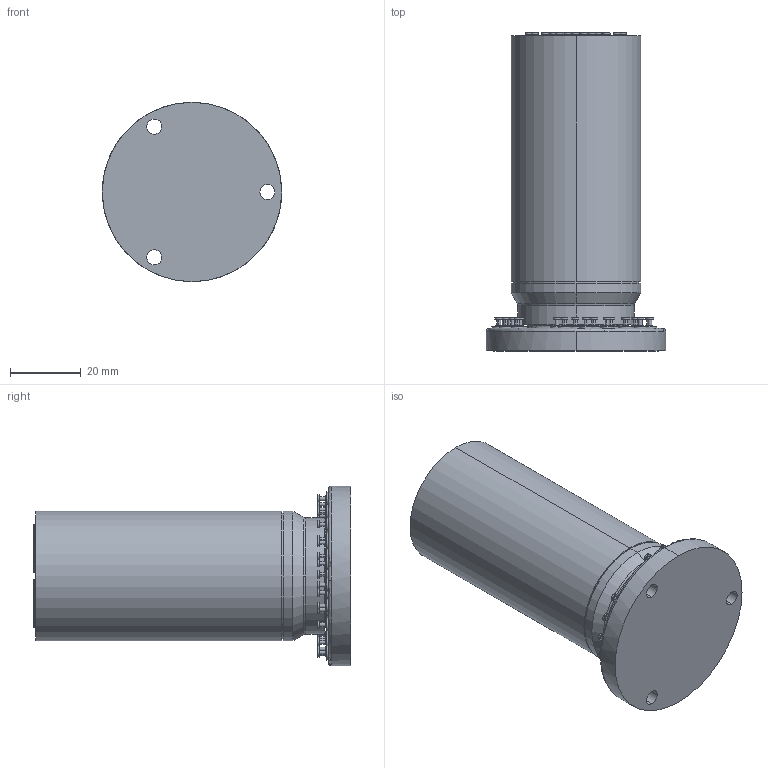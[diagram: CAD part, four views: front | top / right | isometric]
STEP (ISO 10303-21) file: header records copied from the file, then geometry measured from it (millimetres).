
FILE_DESCRIPTION (( 'STEP AP214' ), '1' );
FILE_NAME ('C260101S.STEP', '2009-08-06T18:34:07', ( '' ), ( '' ), 'SwSTEP 2.0', 'SolidWorks 2009', '' );
FILE_SCHEMA (( 'AUTOMOTIVE_DESIGN' ));
Length unit declared in the file: inch
Products named in the file (1): C260101S
Bounding box: 50.77 x 89.97 x 50.77 mm (x, y, z)
Volume: 96398.3 mm3; surface area: 17282.2 mm2
Topology: 1 solids, 1 shells, 1051 faces, 2155 edges, 1400 vertices
Faces by surface type: cylinder 598, plane 296, cone 151, torus 6
Entity records: 42284 total; most frequent: DIRECTION 5657, CARTESIAN_POINT 5023, ORIENTED_EDGE 4310, AXIS2_PLACEMENT_3D 2454, EDGE_CURVE 2155, CIRCLE 1402, VERTEX_POINT 1400, EDGE_LOOP 1351
